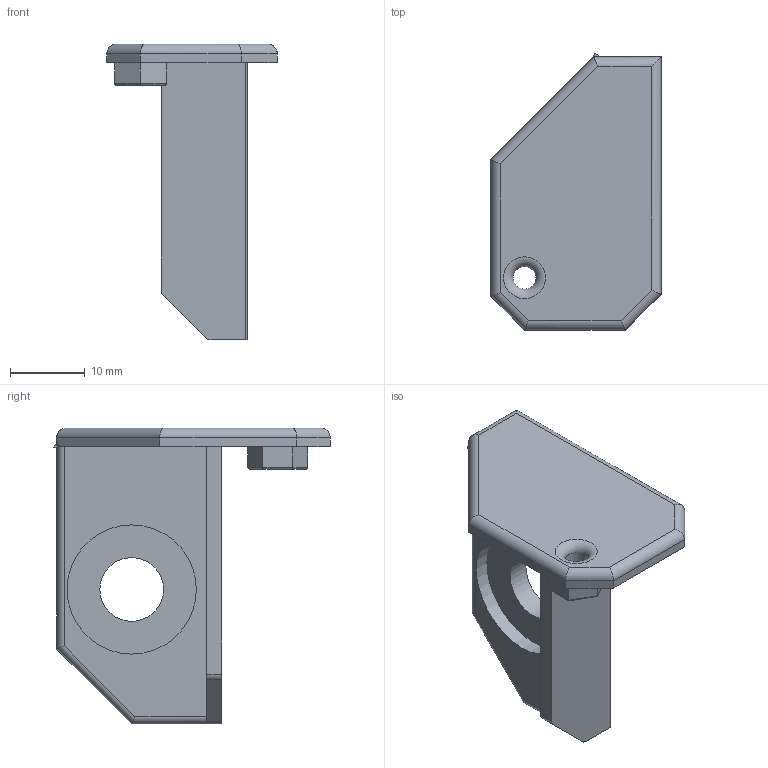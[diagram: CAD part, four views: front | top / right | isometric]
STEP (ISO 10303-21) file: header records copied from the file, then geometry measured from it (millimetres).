
FILE_DESCRIPTION(('FreeCAD Model'),'2;1');
FILE_NAME( 'rambo-upper-mount.step' ,'2019-06-29T22:24:22',('Author'),(''), 'Open CASCADE STEP processor 7.3','FreeCAD','Unknown');
FILE_SCHEMA(('AUTOMOTIVE_DESIGN { 1 0 10303 214 1 1 1 1 }'));
Length unit declared in the file: millimetre
Products named in the file (1): rambo-upper-mount
Bounding box: 22.75 x 36.91 x 39.5 mm (x, y, z)
Volume: 5424.3 mm3; surface area: 4089.9 mm2
Topology: 1 solids, 1 shells, 53 faces, 127 edges, 76 vertices
Faces by surface type: plane 29, cylinder 21, torus 2, bspline 1
Full cylindrical faces by diameter (mm): 3 x1, 8.5 x1, 17.25 x1
Entity records: 4132 total; most frequent: CARTESIAN_POINT 1587, DIRECTION 466, LINE 293, VECTOR 293, ORIENTED_EDGE 250, PCURVE 250, DEFINITIONAL_REPRESENTATION 250, EDGE_CURVE 125
